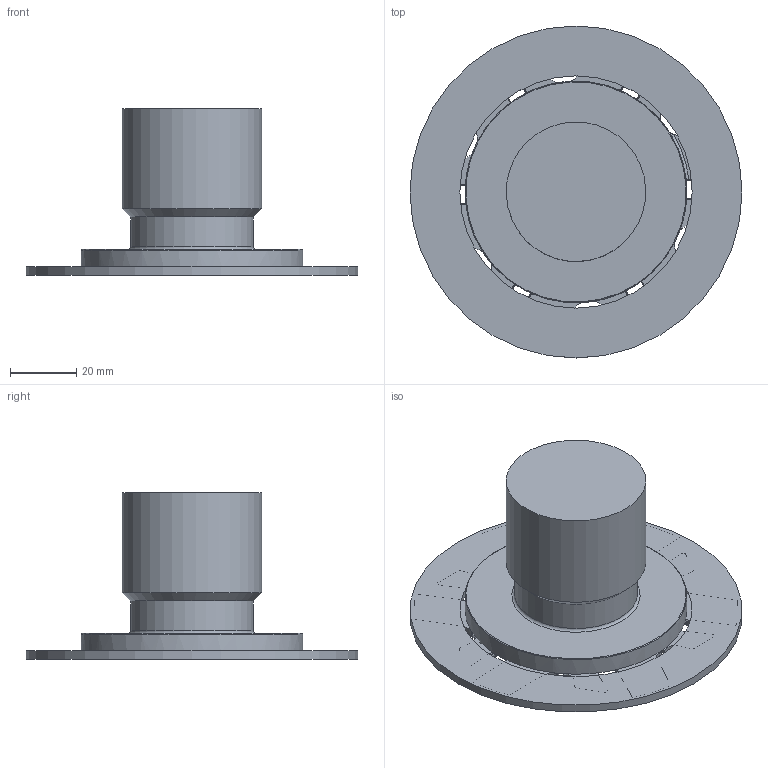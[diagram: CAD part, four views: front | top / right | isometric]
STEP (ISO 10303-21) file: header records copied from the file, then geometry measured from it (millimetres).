
FILE_DESCRIPTION(/* description */ ('3-D model version:1'),/* implementation_level */ '2;1');
FILE_NAME(/* name */ '329-100Q22-F',/* time_stamp */ '2012-01-31T14:45:47+01:00',/* author */ ('InteractiveCad'),/* organization */ ('AB Sandvik Coromant'),/* preprocessor_version */ 'ST-DEVELOPER v11',/* originating_system */ 'SIEMENS UGS NX 6.0',/* authorisation */ '');
FILE_SCHEMA (('AP203_CONFIGURATION_CONTROLLED_3D_DESIGN_OF_MECHANICAL_PARTS_AND_ASSEMBLIES_MIM_LF'));
Length unit declared in the file: millimetre
Products named in the file (1): 329-100Q22-F
Bounding box: 99.88 x 99.88 x 50 mm (x, y, z)
Volume: 93420.4 mm3; surface area: 28630.9 mm2
Topology: 2 solids, 2 shells, 824 faces, 2037 edges, 1218 vertices
Faces by surface type: plane 371, cylinder 221, cone 98, bspline 78, torus 56
Full cylindrical faces by diameter (mm): 37 x1, 42 x1, 66.68 x1, 69.88 x1, 99.88 x1
Entity records: 24718 total; most frequent: CARTESIAN_POINT 5409, ORIENTED_EDGE 4054, DIRECTION 4031, EDGE_CURVE 2027, AXIS2_PLACEMENT_3D 1427, VERTEX_POINT 1216, LINE 1177, VECTOR 1177
